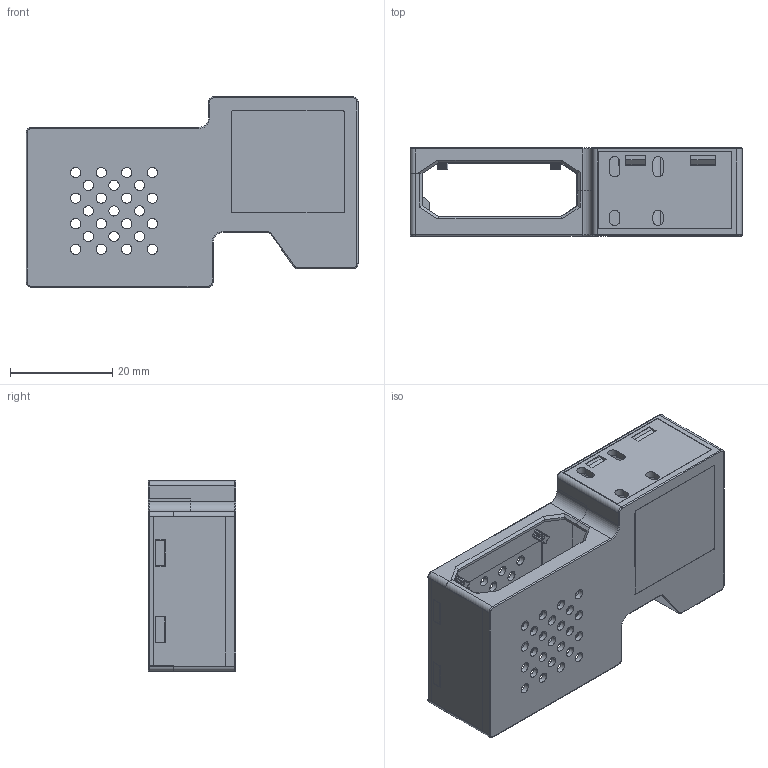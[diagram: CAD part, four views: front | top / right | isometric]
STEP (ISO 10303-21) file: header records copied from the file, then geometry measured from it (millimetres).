
FILE_DESCRIPTION((''),'2;1');
FILE_NAME('S7ETH-0-B_ASM','2025-02-20T23:47:47',('lzy'),(''),'CREO PARAMETRIC BY PTC INC, 2019080','CREO PARAMETRIC BY PTC INC, 2019080','');
FILE_SCHEMA(('AUTOMOTIVE_DESIGN { 1 0 10303 214 1 1 1 1 }'));
Length unit declared in the file: millimetre
Products named in the file (3): S7ETH-01-B; S7ETH-02-B; S7ETH-0-B_ASM
Assembly tree (2 placements, depth 2):
  S7ETH-0-B_ASM
    S7ETH-01-B
    S7ETH-02-B
Bounding box: 64.9 x 17.2 x 37.2 mm (x, y, z)
Volume: 7510.9 mm3; surface area: 13386.3 mm2
Topology: 2 solids, 2 shells, 715 faces, 1996 edges, 1302 vertices
Faces by surface type: plane 367, cylinder 284, extrusion 38, torus 24, sphere 2
Entity records: 31785 total; most frequent: CARTESIAN_POINT 4597, DIRECTION 4110, ORIENTED_EDGE 3986, PRESENTATION_STYLE_ASSIGNMENT 2062, STYLED_ITEM 2055, CURVE_STYLE 2053, EDGE_CURVE 1993, VECTOR 1425
